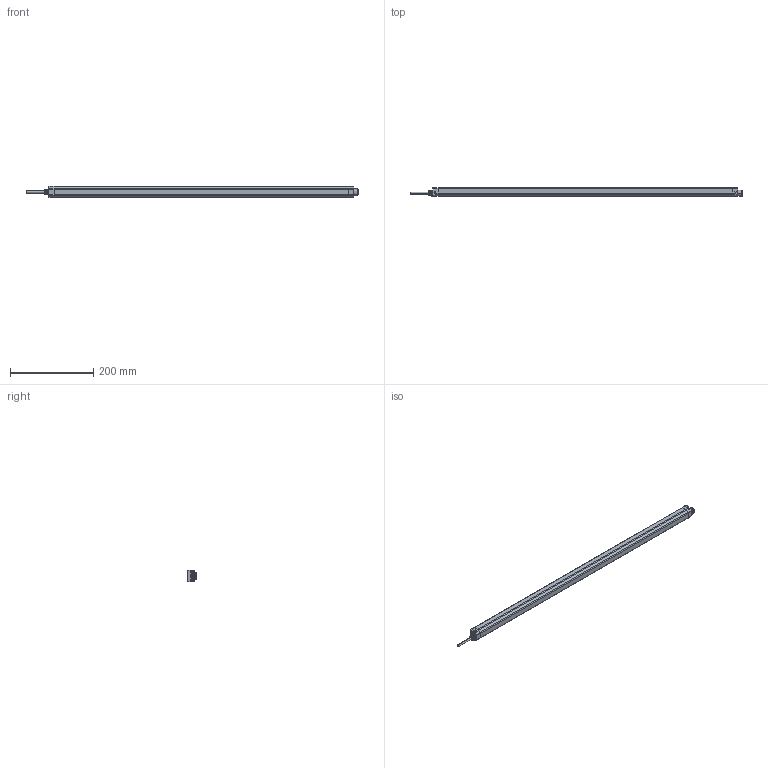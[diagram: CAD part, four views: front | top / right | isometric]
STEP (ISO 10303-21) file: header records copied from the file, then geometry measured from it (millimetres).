
FILE_DESCRIPTION((''),'2;1');
FILE_NAME('154534_SM01_ASM','2025-10-10T09:56:21',('banengservice'),('BANNER ENGINEERING'),'CREO PARAMETRIC BY PTC INC, 2022414','CREO PARAMETRIC BY PTC INC, 2022414','');
FILE_SCHEMA(('CONFIG_CONTROL_DESIGN'));
Length unit declared in the file: inch
Products named in the file (3): 154534_EP01; CABLE_190; 154534_SM01_ASM
Assembly tree (2 placements, depth 2):
  154534_SM01_ASM
    154534_EP01
    CABLE_190
Bounding box: 799.5 x 21 x 28 mm (x, y, z)
Volume: 392637.3 mm3; surface area: 72361.2 mm2
Topology: 2 solids, 2 shells, 391 faces, 973 edges, 601 vertices
Faces by surface type: plane 135, cylinder 132, cone 76, torus 29, bspline 11, sphere 8
Entity records: 22522 total; most frequent: CARTESIAN_POINT 13116, DIRECTION 2005, ORIENTED_EDGE 1930, EDGE_CURVE 965, AXIS2_PLACEMENT_3D 757, VERTEX_POINT 601, VECTOR 491, LINE 491
